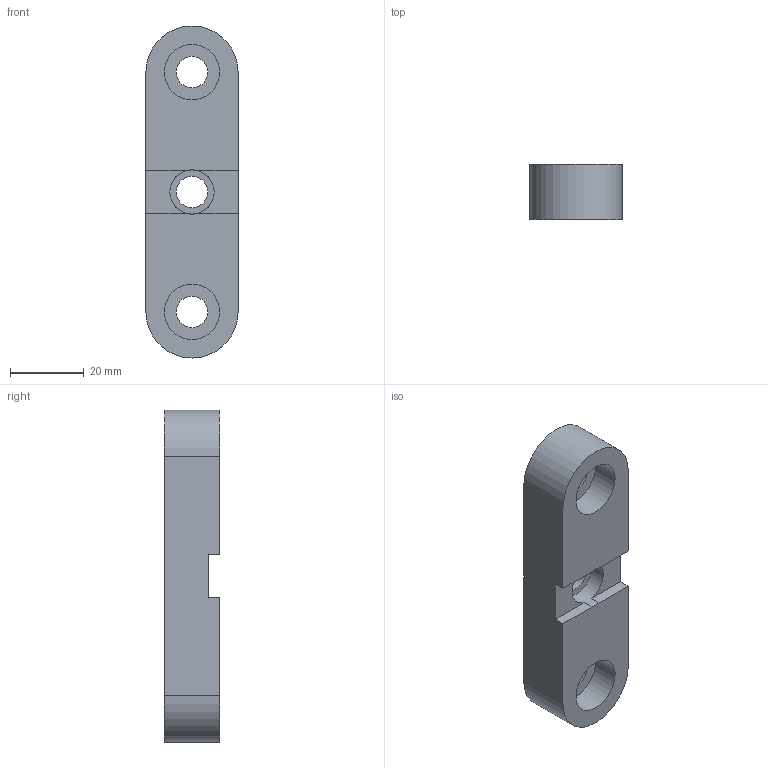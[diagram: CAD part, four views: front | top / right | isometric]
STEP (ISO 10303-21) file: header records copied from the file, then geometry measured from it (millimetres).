
FILE_DESCRIPTION(/* description */ (''),/* implementation_level */ '2;1');
FILE_NAME(/* name */ 'jonction ecran 3d v2.stp',/* time_stamp */ '2022-02-02T20:42:46+01:00',/* author */ ('guillaume'),/* organization */ (''),/* preprocessor_version */ 'ST-DEVELOPER v18',/* originating_system */ 'Autodesk Inventor LT',/* authorisation */ '');
FILE_SCHEMA (('AUTOMOTIVE_DESIGN { 1 0 10303 214 3 1 1 }'));
Length unit declared in the file: millimetre
Products named in the file (1): jonction ecran 3d v2
Bounding box: 25 x 15 x 90 mm (x, y, z)
Volume: 26422.6 mm3; surface area: 8576.6 mm2
Topology: 1 solids, 1 shells, 22 faces, 62 edges, 44 vertices
Faces by surface type: plane 14, cylinder 8
Full cylindrical faces by diameter (mm): 8.5 x3, 12 x1, 15 x2
Entity records: 791 total; most frequent: DIRECTION 136, CARTESIAN_POINT 129, ORIENTED_EDGE 124, EDGE_CURVE 62, AXIS2_PLACEMENT_3D 51, VERTEX_POINT 44, LINE 34, VECTOR 34
